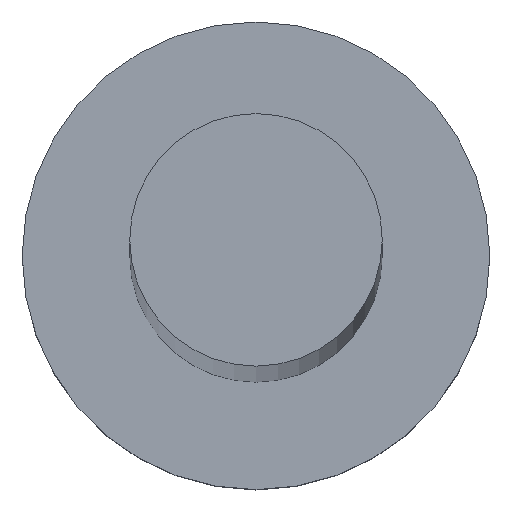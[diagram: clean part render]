
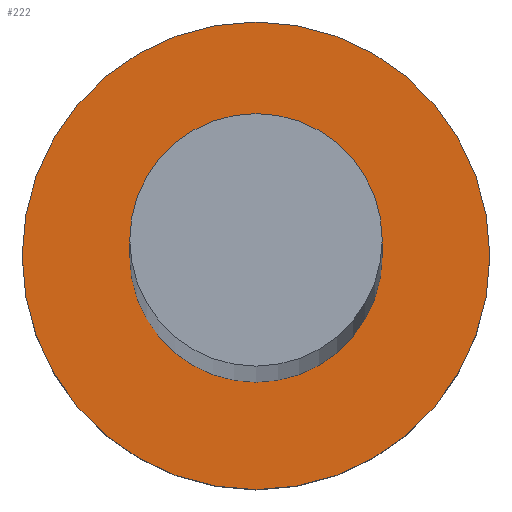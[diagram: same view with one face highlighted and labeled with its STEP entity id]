
A CAD part, top view. The second image highlights one B-rep face of the part: STEP entity #222.
In plain terms, the highlighted planar face has unit normal (0, 0, 1).
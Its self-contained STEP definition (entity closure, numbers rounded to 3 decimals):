
#14 = VERTEX_POINT ( 'NONE', #79 ) ;
#26 = AXIS2_PLACEMENT_3D ( 'NONE', #57, #92, #146 ) ;
#27 = DIRECTION ( 'NONE',  ( 0., 0., 1. ) ) ;
#28 = EDGE_LOOP ( 'NONE', ( #111, #45 ) ) ;
#45 = ORIENTED_EDGE ( 'NONE', *, *, #218, .F. ) ;
#51 = CIRCLE ( 'NONE', #197, 1.35 ) ;
#57 = CARTESIAN_POINT ( 'NONE',  ( 0., 0., 2. ) ) ;
#60 = AXIS2_PLACEMENT_3D ( 'NONE', #209, #27, #239 ) ;
#64 = CARTESIAN_POINT ( 'NONE',  ( 0., 0., 2. ) ) ;
#72 = DIRECTION ( 'NONE',  ( 0., 0., 1. ) ) ;
#79 = CARTESIAN_POINT ( 'NONE',  ( -2.5, 0., 2. ) ) ;
#80 = DIRECTION ( 'NONE',  ( 1., 0., 0. ) ) ;
#88 = DIRECTION ( 'NONE',  ( 1., 0., 0. ) ) ;
#90 = ORIENTED_EDGE ( 'NONE', *, *, #255, .T. ) ;
#92 = DIRECTION ( 'NONE',  ( 0., 0., 1. ) ) ;
#94 = FACE_OUTER_BOUND ( 'NONE', #183, .T. ) ;
#102 = CARTESIAN_POINT ( 'NONE',  ( 2.5, 0., 2. ) ) ;
#106 = VERTEX_POINT ( 'NONE', #240 ) ;
#109 = DIRECTION ( 'NONE',  ( 0., 0., 1. ) ) ;
#111 = ORIENTED_EDGE ( 'NONE', *, *, #200, .F. ) ;
#123 = VERTEX_POINT ( 'NONE', #229 ) ;
#128 = DIRECTION ( 'NONE',  ( 0., 0., 1. ) ) ;
#132 = FACE_BOUND ( 'NONE', #28, .T. ) ;
#139 = VERTEX_POINT ( 'NONE', #102 ) ;
#146 = DIRECTION ( 'NONE',  ( 1., 0., 0. ) ) ;
#152 = CIRCLE ( 'NONE', #26, 1.35 ) ;
#154 = AXIS2_PLACEMENT_3D ( 'NONE', #185, #72, #88 ) ;
#166 = DIRECTION ( 'NONE',  ( 1., 0., 0. ) ) ;
#176 = AXIS2_PLACEMENT_3D ( 'NONE', #64, #128, #80 ) ;
#183 = EDGE_LOOP ( 'NONE', ( #227, #90 ) ) ;
#185 = CARTESIAN_POINT ( 'NONE',  ( 0., 0., 2. ) ) ;
#197 = AXIS2_PLACEMENT_3D ( 'NONE', #232, #109, #166 ) ;
#198 = EDGE_CURVE ( 'NONE', #14, #139, #235, .T. ) ;
#200 = EDGE_CURVE ( 'NONE', #106, #123, #51, .T. ) ;
#209 = CARTESIAN_POINT ( 'NONE',  ( 0., 0., 2. ) ) ;
#212 = PLANE ( 'NONE',  #176 ) ;
#218 = EDGE_CURVE ( 'NONE', #123, #106, #152, .T. ) ;
#222 = ADVANCED_FACE ( 'NONE', ( #132, #94 ), #212, .T. ) ;
#227 = ORIENTED_EDGE ( 'NONE', *, *, #198, .T. ) ;
#229 = CARTESIAN_POINT ( 'NONE',  ( 1.35, 0., 2. ) ) ;
#232 = CARTESIAN_POINT ( 'NONE',  ( 0., 0., 2. ) ) ;
#234 = CIRCLE ( 'NONE', #60, 2.5 ) ;
#235 = CIRCLE ( 'NONE', #154, 2.5 ) ;
#239 = DIRECTION ( 'NONE',  ( 1., 0., 0. ) ) ;
#240 = CARTESIAN_POINT ( 'NONE',  ( -1.35, 0., 2. ) ) ;
#255 = EDGE_CURVE ( 'NONE', #139, #14, #234, .T. ) ;
